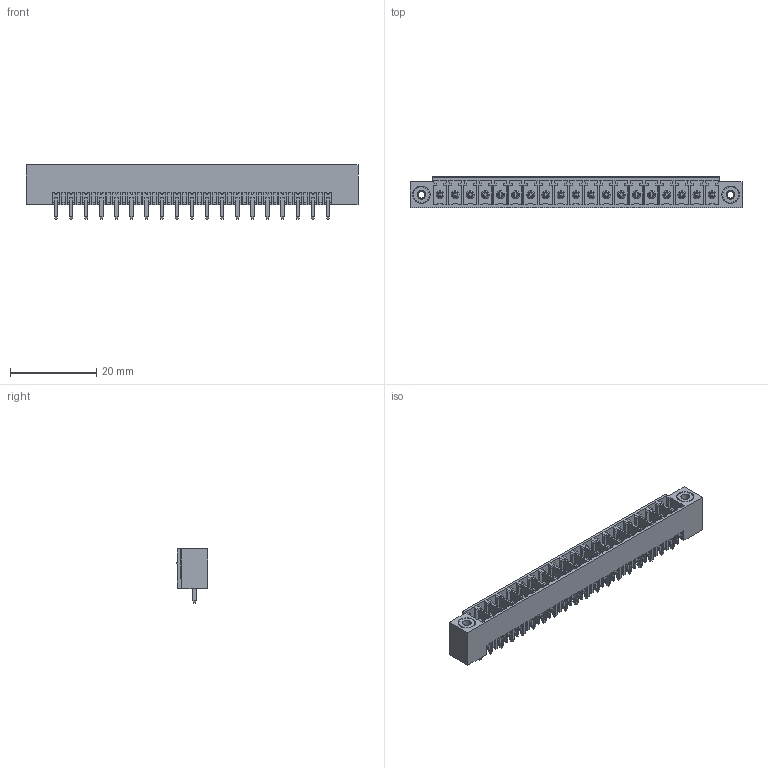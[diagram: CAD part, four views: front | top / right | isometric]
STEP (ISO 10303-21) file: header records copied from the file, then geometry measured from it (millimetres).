
FILE_DESCRIPTION(('STEP AP214'),'1');
FILE_NAME('PV19-3,5-V-K.stp','2018-11-29T11:18:43',(' '),(' '),'Spatial InterOp 3D',' ',' ');
FILE_SCHEMA(('AUTOMOTIVE_DESIGN { 1 0 10303 214 1 1 1 1 }'));
Length unit declared in the file: metre
Products named in the file (1): 1
Bounding box: 76.9 x 7.25 x 12.6 mm (x, y, z)
Volume: 2712.8 mm3; surface area: 6267.2 mm2
Topology: 1 solids, 1 shells, 1440 faces, 3685 edges, 2344 vertices
Faces by surface type: plane 1302, cylinder 100, torus 19, cone 19
Full cylindrical faces by diameter (mm): 1.6 x2, 1.8 x19, 2.05 x2
Entity records: 53609 total; most frequent: CARTESIAN_POINT 7496, ORIENTED_EDGE 7240, DIRECTION 6702, EDGE_CURVE 3620, LINE 3344, VECTOR 3344, VERTEX_POINT 2321, AXIS2_PLACEMENT_3D 1679
